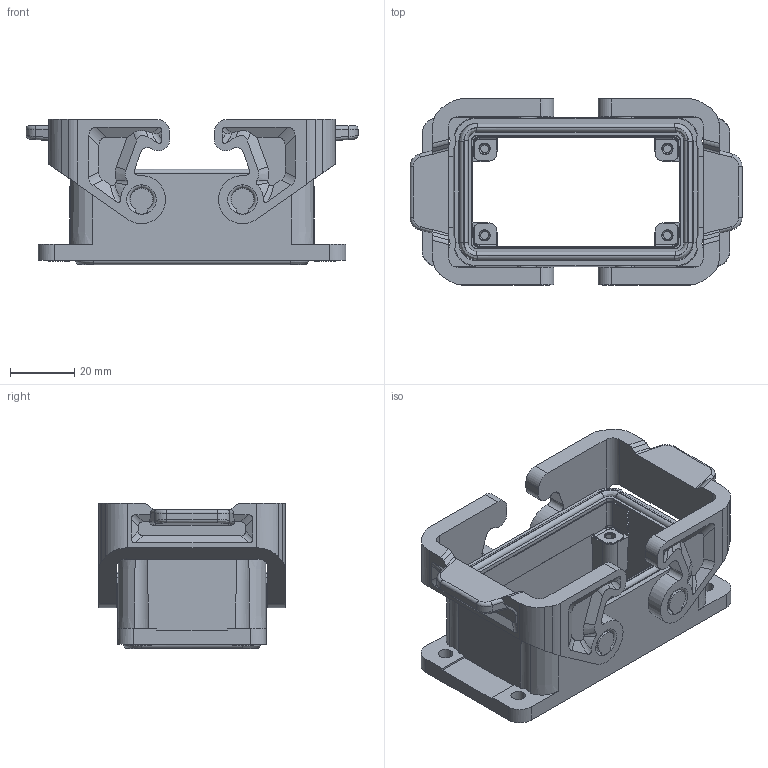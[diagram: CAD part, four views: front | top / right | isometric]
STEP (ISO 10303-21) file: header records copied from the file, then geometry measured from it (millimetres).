
FILE_DESCRIPTION(('Creo Elements/Direct Modeling STEP Export'),'2;1');
FILE_NAME('0ln7uvk5tn720ip2880','2023-11-14T14:08:04',(''),(''),'Creo Elements/Direct Modeling STEP processor for AP214 (Solid Model)','Creo Elements/Direct Modeling 20.1B 02-Apr-2019 (C) Parametric Technology GmbH','');
FILE_SCHEMA(('AUTOMOTIVE_DESIGN { 1 0 10303 214 1 1 1 1 }'));
Products named in the file (2): TCHI 10 B
Assembly tree (1 placements, depth 2):
  TCHI 10 B
    TCHI 10 B
Bounding box: 103.5 x 58 x 45.25 mm (x, y, z)
Volume: 64812.7 mm3; surface area: 37555.8 mm2
Topology: 1 solids, 6 shells, 821 faces, 2368 edges, 1511 vertices
Faces by surface type: plane 404, cylinder 249, cone 72, bspline 66, torus 30
Entity records: 48374 total; most frequent: CARTESIAN_POINT 21544, ORIENTED_EDGE 4736, DIRECTION 3653, EDGE_CURVE 2368, VERTEX_POINT 1511, VECTOR 1235, LINE 1235, AXIS2_PLACEMENT_3D 1209
